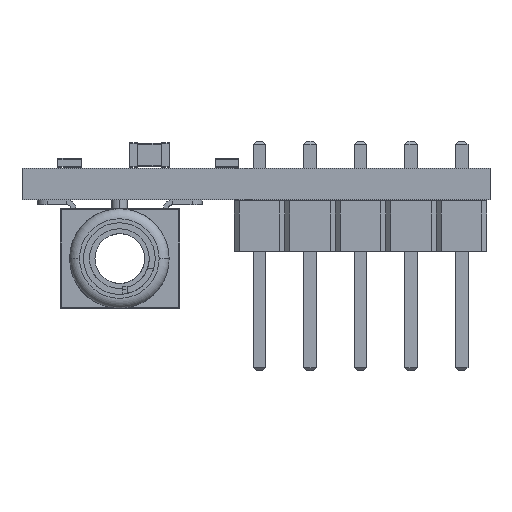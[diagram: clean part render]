
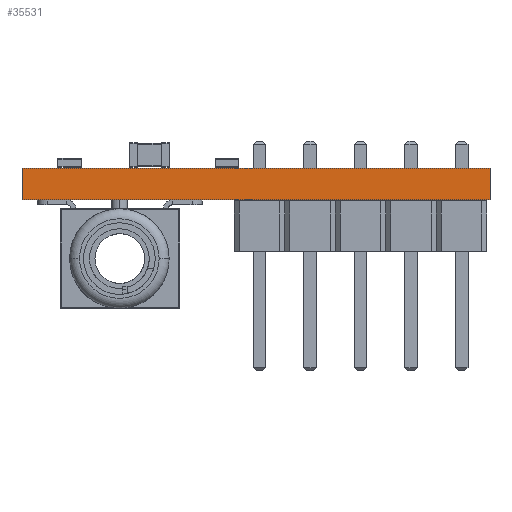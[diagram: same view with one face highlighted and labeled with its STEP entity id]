
A CAD part, front view. The second image highlights one B-rep face of the part: STEP entity #35531.
In plain terms, the highlighted planar face has unit normal (0, -1, 0).
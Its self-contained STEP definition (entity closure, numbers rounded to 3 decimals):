
#35531 = ADVANCED_FACE('',(#35532),#35546,.T.);
#35532 = FACE_BOUND('',#35533,.T.);
#35533 = EDGE_LOOP('',(#35534,#35569,#35597,#35625));
#35534 = ORIENTED_EDGE('',*,*,#35535,.T.);
#35535 = EDGE_CURVE('',#35536,#35538,#35540,.T.);
#35536 = VERTEX_POINT('',#35537);
#35537 = CARTESIAN_POINT('',(154.61,-114.4,0.));
#35538 = VERTEX_POINT('',#35539);
#35539 = CARTESIAN_POINT('',(154.61,-114.4,1.58));
#35540 = SURFACE_CURVE('',#35541,(#35545,#35557),.PCURVE_S1.);
#35541 = LINE('',#35542,#35543);
#35542 = CARTESIAN_POINT('',(154.61,-114.4,0.));
#35543 = VECTOR('',#35544,1.);
#35544 = DIRECTION('',(0.,0.,1.));
#35545 = PCURVE('',#35546,#35551);
#35546 = PLANE('',#35547);
#35547 = AXIS2_PLACEMENT_3D('',#35548,#35549,#35550);
#35548 = CARTESIAN_POINT('',(154.61,-114.4,0.));
#35549 = DIRECTION('',(0.,-1.,0.));
#35550 = DIRECTION('',(-1.,0.,0.));
#35551 = DEFINITIONAL_REPRESENTATION('',(#35552),#35556);
#35552 = LINE('',#35553,#35554);
#35553 = CARTESIAN_POINT('',(0.,-0.));
#35554 = VECTOR('',#35555,1.);
#35555 = DIRECTION('',(0.,-1.));
#35556 = ( GEOMETRIC_REPRESENTATION_CONTEXT(2) 
PARAMETRIC_REPRESENTATION_CONTEXT() REPRESENTATION_CONTEXT('2D SPACE',''
  ) );
#35557 = PCURVE('',#35558,#35563);
#35558 = PLANE('',#35559);
#35559 = AXIS2_PLACEMENT_3D('',#35560,#35561,#35562);
#35560 = CARTESIAN_POINT('',(154.61,-84.83,0.));
#35561 = DIRECTION('',(1.,0.,-0.));
#35562 = DIRECTION('',(0.,-1.,0.));
#35563 = DEFINITIONAL_REPRESENTATION('',(#35564),#35568);
#35564 = LINE('',#35565,#35566);
#35565 = CARTESIAN_POINT('',(29.57,0.));
#35566 = VECTOR('',#35567,1.);
#35567 = DIRECTION('',(0.,-1.));
#35568 = ( GEOMETRIC_REPRESENTATION_CONTEXT(2) 
PARAMETRIC_REPRESENTATION_CONTEXT() REPRESENTATION_CONTEXT('2D SPACE',''
  ) );
#35569 = ORIENTED_EDGE('',*,*,#35570,.T.);
#35570 = EDGE_CURVE('',#35538,#35571,#35573,.T.);
#35571 = VERTEX_POINT('',#35572);
#35572 = CARTESIAN_POINT('',(131.1,-114.4,1.58));
#35573 = SURFACE_CURVE('',#35574,(#35578,#35585),.PCURVE_S1.);
#35574 = LINE('',#35575,#35576);
#35575 = CARTESIAN_POINT('',(154.61,-114.4,1.58));
#35576 = VECTOR('',#35577,1.);
#35577 = DIRECTION('',(-1.,0.,0.));
#35578 = PCURVE('',#35546,#35579);
#35579 = DEFINITIONAL_REPRESENTATION('',(#35580),#35584);
#35580 = LINE('',#35581,#35582);
#35581 = CARTESIAN_POINT('',(0.,-1.58));
#35582 = VECTOR('',#35583,1.);
#35583 = DIRECTION('',(1.,0.));
#35584 = ( GEOMETRIC_REPRESENTATION_CONTEXT(2) 
PARAMETRIC_REPRESENTATION_CONTEXT() REPRESENTATION_CONTEXT('2D SPACE',''
  ) );
#35585 = PCURVE('',#35586,#35591);
#35586 = PLANE('',#35587);
#35587 = AXIS2_PLACEMENT_3D('',#35588,#35589,#35590);
#35588 = CARTESIAN_POINT('',(144.651,-101.423,1.58));
#35589 = DIRECTION('',(-0.,-0.,-1.));
#35590 = DIRECTION('',(-1.,0.,0.));
#35591 = DEFINITIONAL_REPRESENTATION('',(#35592),#35596);
#35592 = LINE('',#35593,#35594);
#35593 = CARTESIAN_POINT('',(-9.959,-12.977));
#35594 = VECTOR('',#35595,1.);
#35595 = DIRECTION('',(1.,0.));
#35596 = ( GEOMETRIC_REPRESENTATION_CONTEXT(2) 
PARAMETRIC_REPRESENTATION_CONTEXT() REPRESENTATION_CONTEXT('2D SPACE',''
  ) );
#35597 = ORIENTED_EDGE('',*,*,#35598,.F.);
#35598 = EDGE_CURVE('',#35599,#35571,#35601,.T.);
#35599 = VERTEX_POINT('',#35600);
#35600 = CARTESIAN_POINT('',(131.1,-114.4,0.));
#35601 = SURFACE_CURVE('',#35602,(#35606,#35613),.PCURVE_S1.);
#35602 = LINE('',#35603,#35604);
#35603 = CARTESIAN_POINT('',(131.1,-114.4,0.));
#35604 = VECTOR('',#35605,1.);
#35605 = DIRECTION('',(0.,0.,1.));
#35606 = PCURVE('',#35546,#35607);
#35607 = DEFINITIONAL_REPRESENTATION('',(#35608),#35612);
#35608 = LINE('',#35609,#35610);
#35609 = CARTESIAN_POINT('',(23.51,0.));
#35610 = VECTOR('',#35611,1.);
#35611 = DIRECTION('',(0.,-1.));
#35612 = ( GEOMETRIC_REPRESENTATION_CONTEXT(2) 
PARAMETRIC_REPRESENTATION_CONTEXT() REPRESENTATION_CONTEXT('2D SPACE',''
  ) );
#35613 = PCURVE('',#35614,#35619);
#35614 = PLANE('',#35615);
#35615 = AXIS2_PLACEMENT_3D('',#35616,#35617,#35618);
#35616 = CARTESIAN_POINT('',(131.1,-114.4,0.));
#35617 = DIRECTION('',(-1.,0.,0.));
#35618 = DIRECTION('',(0.,1.,0.));
#35619 = DEFINITIONAL_REPRESENTATION('',(#35620),#35624);
#35620 = LINE('',#35621,#35622);
#35621 = CARTESIAN_POINT('',(0.,0.));
#35622 = VECTOR('',#35623,1.);
#35623 = DIRECTION('',(0.,-1.));
#35624 = ( GEOMETRIC_REPRESENTATION_CONTEXT(2) 
PARAMETRIC_REPRESENTATION_CONTEXT() REPRESENTATION_CONTEXT('2D SPACE',''
  ) );
#35625 = ORIENTED_EDGE('',*,*,#35626,.F.);
#35626 = EDGE_CURVE('',#35536,#35599,#35627,.T.);
#35627 = SURFACE_CURVE('',#35628,(#35632,#35639),.PCURVE_S1.);
#35628 = LINE('',#35629,#35630);
#35629 = CARTESIAN_POINT('',(154.61,-114.4,0.));
#35630 = VECTOR('',#35631,1.);
#35631 = DIRECTION('',(-1.,0.,0.));
#35632 = PCURVE('',#35546,#35633);
#35633 = DEFINITIONAL_REPRESENTATION('',(#35634),#35638);
#35634 = LINE('',#35635,#35636);
#35635 = CARTESIAN_POINT('',(0.,-0.));
#35636 = VECTOR('',#35637,1.);
#35637 = DIRECTION('',(1.,0.));
#35638 = ( GEOMETRIC_REPRESENTATION_CONTEXT(2) 
PARAMETRIC_REPRESENTATION_CONTEXT() REPRESENTATION_CONTEXT('2D SPACE',''
  ) );
#35639 = PCURVE('',#35640,#35645);
#35640 = PLANE('',#35641);
#35641 = AXIS2_PLACEMENT_3D('',#35642,#35643,#35644);
#35642 = CARTESIAN_POINT('',(144.651,-101.423,0.));
#35643 = DIRECTION('',(-0.,-0.,-1.));
#35644 = DIRECTION('',(-1.,0.,0.));
#35645 = DEFINITIONAL_REPRESENTATION('',(#35646),#35650);
#35646 = LINE('',#35647,#35648);
#35647 = CARTESIAN_POINT('',(-9.959,-12.977));
#35648 = VECTOR('',#35649,1.);
#35649 = DIRECTION('',(1.,0.));
#35650 = ( GEOMETRIC_REPRESENTATION_CONTEXT(2) 
PARAMETRIC_REPRESENTATION_CONTEXT() REPRESENTATION_CONTEXT('2D SPACE',''
  ) );
